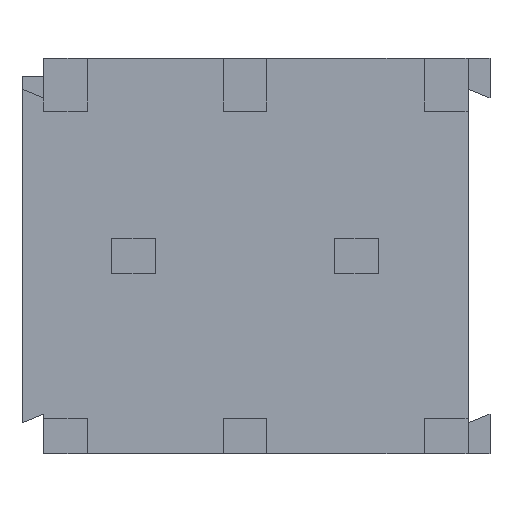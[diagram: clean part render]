
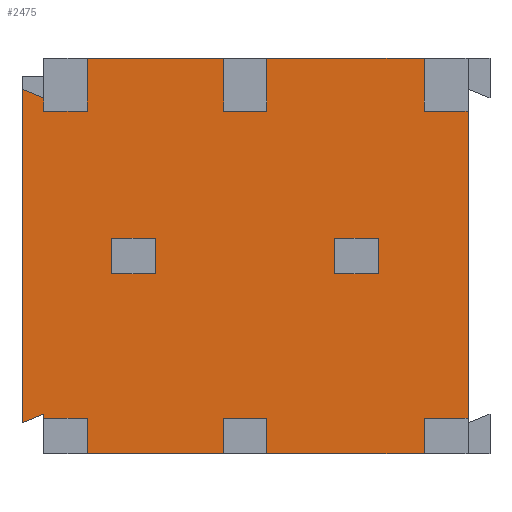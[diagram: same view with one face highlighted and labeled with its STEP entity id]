
A CAD part, front view. The second image highlights one B-rep face of the part: STEP entity #2475.
In plain terms, the highlighted planar face has unit normal (0, -1, 0).
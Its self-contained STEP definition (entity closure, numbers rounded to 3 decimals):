
#144=DIRECTION('',(1.,0.,0.));
#145=VECTOR('',#144,1.);
#146=CARTESIAN_POINT('',(-3.04,0.2,-4.9));
#147=LINE('',#146,#145);
#151=DIRECTION('',(0.,0.,1.));
#152=VECTOR('',#151,0.8);
#153=CARTESIAN_POINT('',(-2.04,0.2,-4.9));
#154=LINE('',#153,#152);
#158=DIRECTION('',(-1.,0.,0.));
#159=VECTOR('',#158,1.);
#160=CARTESIAN_POINT('',(-2.04,0.2,-4.1));
#161=LINE('',#160,#159);
#165=DIRECTION('',(0.,0.,-1.));
#166=VECTOR('',#165,0.8);
#167=CARTESIAN_POINT('',(-3.04,0.2,-4.1));
#168=LINE('',#167,#166);
#172=DIRECTION('',(1.,0.,0.));
#173=VECTOR('',#172,1.);
#174=CARTESIAN_POINT('',(2.04,0.2,-4.9));
#175=LINE('',#174,#173);
#179=DIRECTION('',(0.,0.,1.));
#180=VECTOR('',#179,0.8);
#181=CARTESIAN_POINT('',(3.04,0.2,-4.9));
#182=LINE('',#181,#180);
#186=DIRECTION('',(-1.,0.,0.));
#187=VECTOR('',#186,1.);
#188=CARTESIAN_POINT('',(3.04,0.2,-4.1));
#189=LINE('',#188,#187);
#193=DIRECTION('',(0.,0.,-1.));
#194=VECTOR('',#193,0.8);
#195=CARTESIAN_POINT('',(2.04,0.2,-4.1));
#196=LINE('',#195,#194);
#200=DIRECTION('',(0.,0.,1.));
#201=VECTOR('',#200,0.8);
#202=CARTESIAN_POINT('',(4.08,0.2,-9.));
#203=LINE('',#202,#201);
#207=DIRECTION('',(1.,0.,0.));
#208=VECTOR('',#207,0.98);
#209=CARTESIAN_POINT('',(-0.49,0.2,-8.2));
#210=LINE('',#209,#208);
#214=DIRECTION('',(0.,0.,-1.));
#215=VECTOR('',#214,0.8);
#216=CARTESIAN_POINT('',(-0.49,0.2,-8.2));
#217=LINE('',#216,#215);
#221=DIRECTION('',(0.,0.,1.));
#222=VECTOR('',#221,0.8);
#223=CARTESIAN_POINT('',(-3.59,0.2,-9.));
#224=LINE('',#223,#222);
#228=DIRECTION('',(-1.,0.,0.));
#229=VECTOR('',#228,1.);
#230=CARTESIAN_POINT('',(-3.59,0.2,-8.2));
#231=LINE('',#230,#229);
#235=DIRECTION('',(0.,0.,1.));
#236=VECTOR('',#235,0.1);
#237=CARTESIAN_POINT('',(-4.59,0.2,-8.2));
#238=LINE('',#237,#236);
#242=DIRECTION('',(-0.926,0.,-0.378));
#243=VECTOR('',#242,0.529);
#244=CARTESIAN_POINT('',(-4.59,0.2,-8.1));
#245=LINE('',#244,#243);
#249=DIRECTION('',(0.,0.,1.));
#250=VECTOR('',#249,7.6);
#251=CARTESIAN_POINT('',(-5.08,0.2,-8.3));
#252=LINE('',#251,#250);
#256=DIRECTION('',(0.,0.,-1.));
#257=VECTOR('',#256,0.3);
#258=CARTESIAN_POINT('',(-4.59,0.2,-0.9));
#259=LINE('',#258,#257);
#263=DIRECTION('',(1.,0.,0.));
#264=VECTOR('',#263,1.);
#265=CARTESIAN_POINT('',(-4.59,0.2,-1.2));
#266=LINE('',#265,#264);
#270=DIRECTION('',(0.,0.,-1.));
#271=VECTOR('',#270,1.2);
#272=CARTESIAN_POINT('',(-3.59,0.2,0.));
#273=LINE('',#272,#271);
#277=DIRECTION('',(0.,0.,-1.));
#278=VECTOR('',#277,1.2);
#279=CARTESIAN_POINT('',(-0.49,0.2,0.));
#280=LINE('',#279,#278);
#284=DIRECTION('',(0.,0.,-1.));
#285=VECTOR('',#284,1.2);
#286=CARTESIAN_POINT('',(4.08,0.2,0.));
#287=LINE('',#286,#285);
#368=DIRECTION('',(0.,0.,1.));
#369=VECTOR('',#368,7.);
#370=CARTESIAN_POINT('',(5.08,0.2,-8.2));
#371=LINE('',#370,#369);
#578=DIRECTION('',(-1.,0.,0.));
#579=VECTOR('',#578,3.1);
#580=CARTESIAN_POINT('',(-0.49,0.2,0.));
#581=LINE('',#580,#579);
#627=DIRECTION('',(-1.,0.,0.));
#628=VECTOR('',#627,3.59);
#629=CARTESIAN_POINT('',(4.08,0.2,0.));
#630=LINE('',#629,#628);
#1026=DIRECTION('',(-1.,0.,0.));
#1027=VECTOR('',#1026,3.1);
#1028=CARTESIAN_POINT('',(-0.49,0.2,-9.));
#1029=LINE('',#1028,#1027);
#1054=DIRECTION('',(-1.,0.,0.));
#1055=VECTOR('',#1054,3.59);
#1056=CARTESIAN_POINT('',(4.08,0.2,-9.));
#1057=LINE('',#1056,#1055);
#1096=DIRECTION('',(1.,0.,0.));
#1097=VECTOR('',#1096,0.98);
#1098=CARTESIAN_POINT('',(-0.49,0.2,-1.2));
#1099=LINE('',#1098,#1097);
#1110=DIRECTION('',(-1.,0.,0.));
#1111=VECTOR('',#1110,1.);
#1112=CARTESIAN_POINT('',(5.08,0.2,-1.2));
#1113=LINE('',#1112,#1111);
#1131=DIRECTION('',(0.,0.,-1.));
#1132=VECTOR('',#1131,1.2);
#1133=CARTESIAN_POINT('',(0.49,0.2,0.));
#1134=LINE('',#1133,#1132);
#1138=DIRECTION('',(0.,0.,-1.));
#1139=VECTOR('',#1138,0.8);
#1140=CARTESIAN_POINT('',(0.49,0.2,-8.2));
#1141=LINE('',#1140,#1139);
#1166=DIRECTION('',(1.,0.,0.));
#1167=VECTOR('',#1166,1.);
#1168=CARTESIAN_POINT('',(4.08,0.2,-8.2));
#1169=LINE('',#1168,#1167);
#1349=DIRECTION('',(0.926,0.,-0.378));
#1350=VECTOR('',#1349,0.529);
#1351=CARTESIAN_POINT('',(-5.08,0.2,-0.7));
#1352=LINE('',#1351,#1350);
#2034=CARTESIAN_POINT('',(-0.49,0.2,0.));
#2036=VERTEX_POINT('',#2034);
#2040=CARTESIAN_POINT('',(-0.49,0.2,-9.));
#2042=VERTEX_POINT('',#2040);
#2043=CARTESIAN_POINT('',(-0.49,0.2,-1.2));
#2044=VERTEX_POINT('',#2043);
#2067=CARTESIAN_POINT('',(-4.59,0.2,-8.1));
#2069=VERTEX_POINT('',#2067);
#2103=CARTESIAN_POINT('',(-3.04,0.2,-4.9));
#2104=CARTESIAN_POINT('',(-2.04,0.2,-4.9));
#2105=VERTEX_POINT('',#2103);
#2106=VERTEX_POINT('',#2104);
#2107=CARTESIAN_POINT('',(-2.04,0.2,-4.1));
#2108=VERTEX_POINT('',#2107);
#2109=CARTESIAN_POINT('',(-3.04,0.2,-4.1));
#2110=VERTEX_POINT('',#2109);
#2154=CARTESIAN_POINT('',(5.08,0.2,-8.2));
#2156=VERTEX_POINT('',#2154);
#2157=CARTESIAN_POINT('',(5.08,0.2,-1.2));
#2158=VERTEX_POINT('',#2157);
#2163=CARTESIAN_POINT('',(-0.49,0.2,-8.2));
#2164=VERTEX_POINT('',#2163);
#2181=CARTESIAN_POINT('',(-5.08,0.2,-8.3));
#2182=VERTEX_POINT('',#2181);
#2183=CARTESIAN_POINT('',(-5.08,0.2,-0.7));
#2184=VERTEX_POINT('',#2183);
#2209=CARTESIAN_POINT('',(4.08,0.2,-9.));
#2210=CARTESIAN_POINT('',(4.08,0.2,-8.2));
#2211=VERTEX_POINT('',#2209);
#2212=VERTEX_POINT('',#2210);
#2213=CARTESIAN_POINT('',(4.08,0.2,0.));
#2214=CARTESIAN_POINT('',(4.08,0.2,-1.2));
#2215=VERTEX_POINT('',#2213);
#2216=VERTEX_POINT('',#2214);
#2217=CARTESIAN_POINT('',(-3.59,0.2,-9.));
#2218=CARTESIAN_POINT('',(-3.59,0.2,-8.2));
#2219=VERTEX_POINT('',#2217);
#2220=VERTEX_POINT('',#2218);
#2221=CARTESIAN_POINT('',(-4.59,0.2,-8.2));
#2222=VERTEX_POINT('',#2221);
#2223=CARTESIAN_POINT('',(-4.59,0.2,-1.2));
#2224=CARTESIAN_POINT('',(-3.59,0.2,-1.2));
#2225=VERTEX_POINT('',#2223);
#2226=VERTEX_POINT('',#2224);
#2227=CARTESIAN_POINT('',(-3.59,0.2,0.));
#2228=VERTEX_POINT('',#2227);
#2229=CARTESIAN_POINT('',(-4.59,0.2,-0.9));
#2230=VERTEX_POINT('',#2229);
#2249=CARTESIAN_POINT('',(0.49,0.2,-1.2));
#2250=VERTEX_POINT('',#2249);
#2253=CARTESIAN_POINT('',(0.49,0.2,-8.2));
#2254=VERTEX_POINT('',#2253);
#2255=CARTESIAN_POINT('',(0.49,0.2,0.));
#2256=VERTEX_POINT('',#2255);
#2313=CARTESIAN_POINT('',(2.04,0.2,-4.9));
#2314=CARTESIAN_POINT('',(3.04,0.2,-4.9));
#2315=VERTEX_POINT('',#2313);
#2316=VERTEX_POINT('',#2314);
#2317=CARTESIAN_POINT('',(3.04,0.2,-4.1));
#2318=VERTEX_POINT('',#2317);
#2319=CARTESIAN_POINT('',(2.04,0.2,-4.1));
#2320=VERTEX_POINT('',#2319);
#2321=CARTESIAN_POINT('',(0.49,0.2,-9.));
#2322=VERTEX_POINT('',#2321);
#2401=CARTESIAN_POINT('',(-0.49,0.2,0.));
#2402=DIRECTION('',(0.,1.,0.));
#2403=DIRECTION('',(-1.,0.,0.));
#2404=AXIS2_PLACEMENT_3D('',#2401,#2402,#2403);
#2405=PLANE('',#2404);
#2407=ORIENTED_EDGE('',*,*,#2406,.F.);
#2409=ORIENTED_EDGE('',*,*,#2408,.F.);
#2411=ORIENTED_EDGE('',*,*,#2410,.T.);
#2413=ORIENTED_EDGE('',*,*,#2412,.F.);
#2415=ORIENTED_EDGE('',*,*,#2414,.F.);
#2417=ORIENTED_EDGE('',*,*,#2416,.T.);
#2419=ORIENTED_EDGE('',*,*,#2418,.T.);
#2421=ORIENTED_EDGE('',*,*,#2420,.T.);
#2423=ORIENTED_EDGE('',*,*,#2422,.T.);
#2425=ORIENTED_EDGE('',*,*,#2424,.T.);
#2427=ORIENTED_EDGE('',*,*,#2426,.T.);
#2428=ORIENTED_EDGE('',*,*,#2344,.T.);
#2430=ORIENTED_EDGE('',*,*,#2429,.T.);
#2432=ORIENTED_EDGE('',*,*,#2431,.T.);
#2434=ORIENTED_EDGE('',*,*,#2433,.T.);
#2436=ORIENTED_EDGE('',*,*,#2435,.F.);
#2438=ORIENTED_EDGE('',*,*,#2437,.F.);
#2440=ORIENTED_EDGE('',*,*,#2439,.T.);
#2442=ORIENTED_EDGE('',*,*,#2441,.T.);
#2444=ORIENTED_EDGE('',*,*,#2443,.F.);
#2446=ORIENTED_EDGE('',*,*,#2445,.F.);
#2448=ORIENTED_EDGE('',*,*,#2447,.T.);
#2450=ORIENTED_EDGE('',*,*,#2449,.F.);
#2452=ORIENTED_EDGE('',*,*,#2451,.F.);
#2453=EDGE_LOOP('',(#2407,#2409,#2411,#2413,#2415,#2417,#2419,#2421,#2423,#2425,
#2427,#2428,#2430,#2432,#2434,#2436,#2438,#2440,#2442,#2444,#2446,#2448,#2450,
#2452));
#2454=FACE_OUTER_BOUND('',#2453,.F.);
#2456=ORIENTED_EDGE('',*,*,#2455,.T.);
#2458=ORIENTED_EDGE('',*,*,#2457,.T.);
#2460=ORIENTED_EDGE('',*,*,#2459,.T.);
#2462=ORIENTED_EDGE('',*,*,#2461,.T.);
#2463=EDGE_LOOP('',(#2456,#2458,#2460,#2462));
#2464=FACE_BOUND('',#2463,.F.);
#2466=ORIENTED_EDGE('',*,*,#2465,.T.);
#2468=ORIENTED_EDGE('',*,*,#2467,.T.);
#2470=ORIENTED_EDGE('',*,*,#2469,.T.);
#2472=ORIENTED_EDGE('',*,*,#2471,.T.);
#2473=EDGE_LOOP('',(#2466,#2468,#2470,#2472));
#2474=FACE_BOUND('',#2473,.F.);
#2475=ADVANCED_FACE('',(#2454,#2464,#2474),#2405,.F.);
#2344=EDGE_CURVE('',#2182,#2184,#252,.T.);
#2406=EDGE_CURVE('',#2212,#2156,#1169,.T.);
#2408=EDGE_CURVE('',#2211,#2212,#203,.T.);
#2410=EDGE_CURVE('',#2211,#2322,#1057,.T.);
#2412=EDGE_CURVE('',#2254,#2322,#1141,.T.);
#2414=EDGE_CURVE('',#2164,#2254,#210,.T.);
#2416=EDGE_CURVE('',#2164,#2042,#217,.T.);
#2418=EDGE_CURVE('',#2042,#2219,#1029,.T.);
#2420=EDGE_CURVE('',#2219,#2220,#224,.T.);
#2422=EDGE_CURVE('',#2220,#2222,#231,.T.);
#2424=EDGE_CURVE('',#2222,#2069,#238,.T.);
#2426=EDGE_CURVE('',#2069,#2182,#245,.T.);
#2429=EDGE_CURVE('',#2184,#2230,#1352,.T.);
#2431=EDGE_CURVE('',#2230,#2225,#259,.T.);
#2433=EDGE_CURVE('',#2225,#2226,#266,.T.);
#2435=EDGE_CURVE('',#2228,#2226,#273,.T.);
#2437=EDGE_CURVE('',#2036,#2228,#581,.T.);
#2439=EDGE_CURVE('',#2036,#2044,#280,.T.);
#2441=EDGE_CURVE('',#2044,#2250,#1099,.T.);
#2443=EDGE_CURVE('',#2256,#2250,#1134,.T.);
#2445=EDGE_CURVE('',#2215,#2256,#630,.T.);
#2447=EDGE_CURVE('',#2215,#2216,#287,.T.);
#2449=EDGE_CURVE('',#2158,#2216,#1113,.T.);
#2451=EDGE_CURVE('',#2156,#2158,#371,.T.);
#2455=EDGE_CURVE('',#2105,#2106,#147,.T.);
#2457=EDGE_CURVE('',#2106,#2108,#154,.T.);
#2459=EDGE_CURVE('',#2108,#2110,#161,.T.);
#2461=EDGE_CURVE('',#2110,#2105,#168,.T.);
#2465=EDGE_CURVE('',#2315,#2316,#175,.T.);
#2467=EDGE_CURVE('',#2316,#2318,#182,.T.);
#2469=EDGE_CURVE('',#2318,#2320,#189,.T.);
#2471=EDGE_CURVE('',#2320,#2315,#196,.T.);
